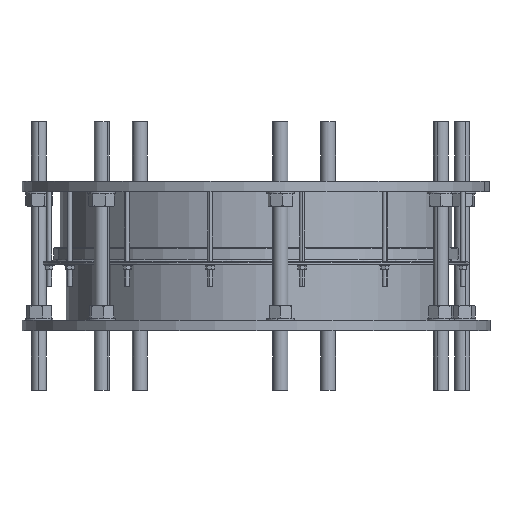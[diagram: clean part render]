
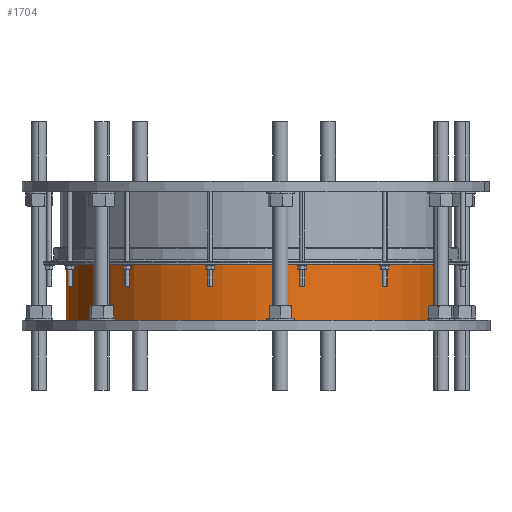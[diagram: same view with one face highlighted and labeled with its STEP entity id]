
A CAD part, front view. The second image highlights one B-rep face of the part: STEP entity #1704.
In plain terms, the highlighted cylindrical face has radius 456 mm (diameter 912 mm), a partial arc.
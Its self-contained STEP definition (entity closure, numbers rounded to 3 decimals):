
#1704 = ADVANCED_FACE ( 'NONE', ( #3866 ), #3900, .T. ) ;
#3866 = FACE_OUTER_BOUND ( 'NONE', #9711, .T. ) ;
#3900 = CYLINDRICAL_SURFACE ( 'NONE', #22216, 456. ) ;
#4766 = LINE ( 'NONE', #8108, #4768 ) ;
#4768 = VECTOR ( 'NONE', #8110, 1000. ) ;
#4820 = LINE ( 'NONE', #8271, #4824 ) ;
#4824 = VECTOR ( 'NONE', #8275, 1000. ) ;
#4927 = CIRCLE ( 'NONE', #12623, 456. ) ;
#4958 = CIRCLE ( 'NONE', #12651, 456. ) ;
#8108 = CARTESIAN_POINT ( 'NONE',  ( 456., 0., 275. ) ) ;
#8110 = DIRECTION ( 'NONE',  ( 0., 0., -1. ) ) ;
#8271 = CARTESIAN_POINT ( 'NONE',  ( -456., 0., 275. ) ) ;
#8275 = DIRECTION ( 'NONE',  ( 0., 0., -1. ) ) ;
#9481 = EDGE_CURVE ( 'NONE', #22906, #23265, #4766, .T. ) ;
#9525 = EDGE_CURVE ( 'NONE', #22857, #22846, #4820, .T. ) ;
#9711 = EDGE_LOOP ( 'NONE', ( #21220, #21383, #20642, #21324 ) ) ;
#11092 = DIRECTION ( 'NONE',  ( -1., 0., 0. ) ) ;
#11096 = DIRECTION ( 'NONE',  ( 0., 0., -1. ) ) ;
#11100 = CARTESIAN_POINT ( 'NONE',  ( 0., 0., 275. ) ) ;
#11314 = EDGE_CURVE ( 'NONE', #22857, #22906, #4927, .T. ) ;
#11342 = EDGE_CURVE ( 'NONE', #22846, #23265, #4958, .T. ) ;
#12623 = AXIS2_PLACEMENT_3D ( 'NONE', #13061, #13062, #13063 ) ;
#12651 = AXIS2_PLACEMENT_3D ( 'NONE', #13145, #13146, #13147 ) ;
#13061 = CARTESIAN_POINT ( 'NONE',  ( 0., 0., 160. ) ) ;
#13062 = DIRECTION ( 'NONE',  ( 0., 0., 1. ) ) ;
#13063 = DIRECTION ( 'NONE',  ( 1., 0., 0. ) ) ;
#13145 = CARTESIAN_POINT ( 'NONE',  ( 0., 0., 25. ) ) ;
#13146 = DIRECTION ( 'NONE',  ( 0., 0., 1. ) ) ;
#13147 = DIRECTION ( 'NONE',  ( 1., 0., 0. ) ) ;
#17736 = CARTESIAN_POINT ( 'NONE',  ( -456., 0., 25. ) ) ;
#17749 = CARTESIAN_POINT ( 'NONE',  ( -456., 0., 160. ) ) ;
#17823 = CARTESIAN_POINT ( 'NONE',  ( 456., 0., 160. ) ) ;
#18332 = CARTESIAN_POINT ( 'NONE',  ( 456., 0., 25. ) ) ;
#20642 = ORIENTED_EDGE ( 'NONE', *, *, #9525, .T. ) ;
#21220 = ORIENTED_EDGE ( 'NONE', *, *, #9481, .F. ) ;
#21324 = ORIENTED_EDGE ( 'NONE', *, *, #11342, .T. ) ;
#21383 = ORIENTED_EDGE ( 'NONE', *, *, #11314, .F. ) ;
#22216 = AXIS2_PLACEMENT_3D ( 'NONE', #11100, #11096, #11092 ) ;
#22846 = VERTEX_POINT ( 'NONE', #17736 ) ;
#22857 = VERTEX_POINT ( 'NONE', #17749 ) ;
#22906 = VERTEX_POINT ( 'NONE', #17823 ) ;
#23265 = VERTEX_POINT ( 'NONE', #18332 ) ;
